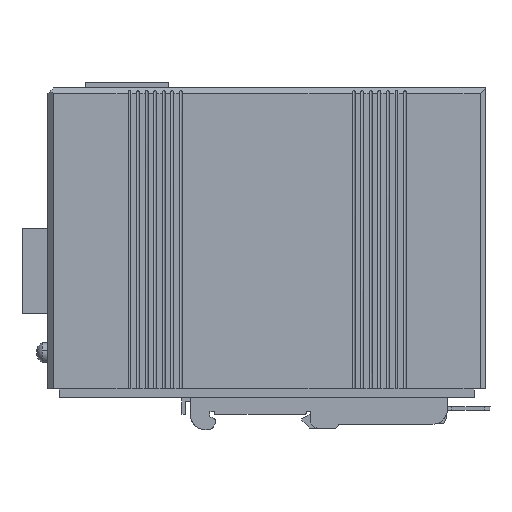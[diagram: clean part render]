
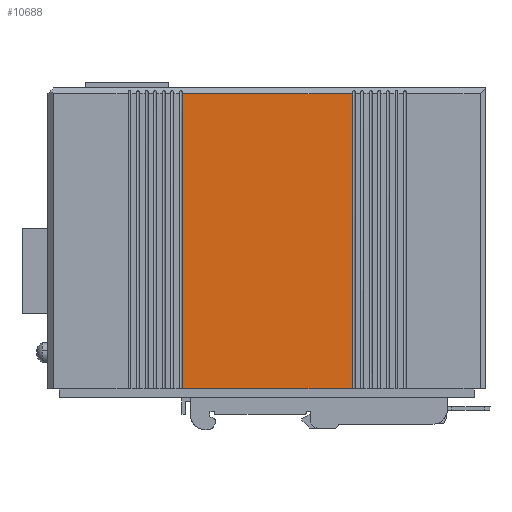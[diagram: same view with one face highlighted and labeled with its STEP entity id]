
A CAD part, left-side view. The second image highlights one B-rep face of the part: STEP entity #10688.
In plain terms, the highlighted planar face has unit normal (-1, 0, 0).
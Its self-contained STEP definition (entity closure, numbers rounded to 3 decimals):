
#10003=AXIS2_PLACEMENT_3D('Plane Axis2P3D',#10000,#10001,#10002) ;
#5899=CARTESIAN_POINT('Vertex',(0.,107.9,117.8)) ;
#5902=CARTESIAN_POINT('Line Origine',(0.,78.1,117.8)) ;
#5906=CARTESIAN_POINT('Vertex',(0.,48.3,117.8)) ;
#10000=CARTESIAN_POINT('Axis2P3D Location',(0.,3.45,14.25)) ;
#10654=CARTESIAN_POINT('Vertex',(0.,107.9,14.25)) ;
#10657=CARTESIAN_POINT('Line Origine',(0.,107.9,66.025)) ;
#10670=CARTESIAN_POINT('Line Origine',(0.,78.1,14.25)) ;
#10674=CARTESIAN_POINT('Vertex',(0.,48.3,14.25)) ;
#10677=CARTESIAN_POINT('Line Origine',(0.,48.3,66.025)) ;
#5903=DIRECTION('Vector Direction',(0.,1.,0.)) ;
#10001=DIRECTION('Axis2P3D Direction',(1.,0.,0.)) ;
#10002=DIRECTION('Axis2P3D XDirection',(0.,1.,0.)) ;
#10658=DIRECTION('Vector Direction',(0.,0.,1.)) ;
#10671=DIRECTION('Vector Direction',(0.,1.,0.)) ;
#10678=DIRECTION('Vector Direction',(0.,0.,1.)) ;
#5904=VECTOR('Line Direction',#5903,1.) ;
#10659=VECTOR('Line Direction',#10658,1.) ;
#10672=VECTOR('Line Direction',#10671,1.) ;
#10679=VECTOR('Line Direction',#10678,1.) ;
#10683=ORIENTED_EDGE('',*,*,#5908,.T.) ;
#10684=ORIENTED_EDGE('',*,*,#10661,.F.) ;
#10685=ORIENTED_EDGE('',*,*,#10676,.F.) ;
#10686=ORIENTED_EDGE('',*,*,#10681,.T.) ;
#10688=ADVANCED_FACE('SWITCH',(#10687),#10004,.F.) ;
#5908=EDGE_CURVE('',#5907,#5900,#5905,.T.) ;
#10661=EDGE_CURVE('',#10655,#5900,#10660,.T.) ;
#10676=EDGE_CURVE('',#10675,#10655,#10673,.T.) ;
#10681=EDGE_CURVE('',#10675,#5907,#10680,.T.) ;
#10682=EDGE_LOOP('',(#10683,#10684,#10685,#10686)) ;
#10687=FACE_OUTER_BOUND('',#10682,.T.) ;
#5905=LINE('Line',#5902,#5904) ;
#10660=LINE('Line',#10657,#10659) ;
#10673=LINE('Line',#10670,#10672) ;
#10680=LINE('Line',#10677,#10679) ;
#10004=PLANE('',#10003) ;
#5900=VERTEX_POINT('',#5899) ;
#5907=VERTEX_POINT('',#5906) ;
#10655=VERTEX_POINT('',#10654) ;
#10675=VERTEX_POINT('',#10674) ;
